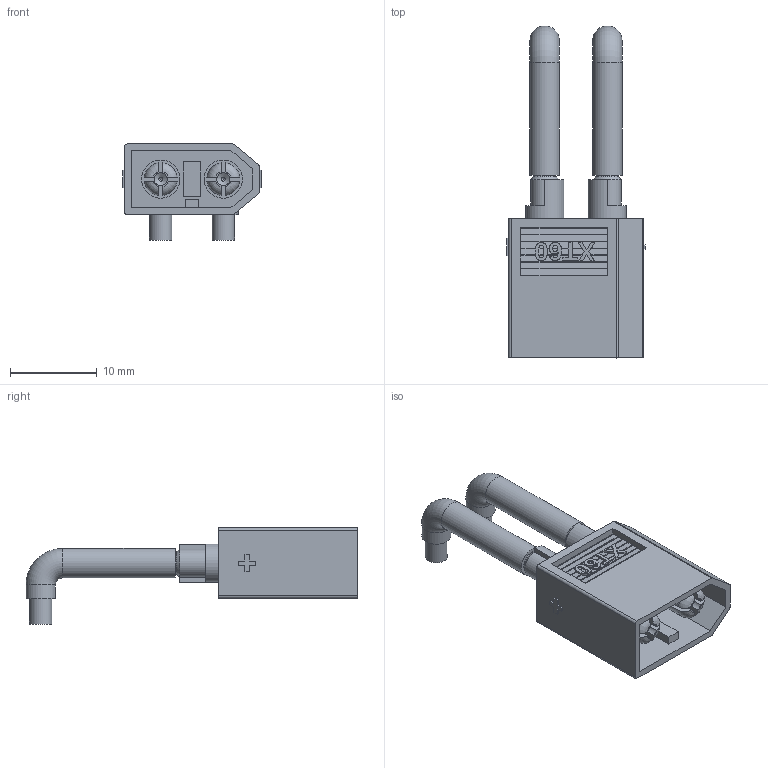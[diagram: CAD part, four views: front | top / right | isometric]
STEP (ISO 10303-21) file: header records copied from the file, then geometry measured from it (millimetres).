
FILE_DESCRIPTION(('FreeCAD Model'),'2;1');
FILE_NAME('Open CASCADE Shape Model','2023-11-20T09:13:56',(''),(''), 'Open CASCADE STEP processor 7.6','FreeCAD','Unknown');
FILE_SCHEMA(('AUTOMOTIVE_DESIGN { 1 0 10303 214 1 1 1 1 }'));
Length unit declared in the file: millimetre
Products named in the file (7): xt60-m_horizontal_align_down_pigtail; xt60-m; SocketCupPin001; VerticalMaleShellBody001; GroundPigTail; HotPigTail; SolderCupBlob
Assembly tree (8 placements, depth 3):
  xt60-m_horizontal_align_down_pigtail
    xt60-m
      SocketCupPin001  x2
      VerticalMaleShellBody001
    GroundPigTail
    HotPigTail
    SolderCupBlob  x2
Bounding box: 15.9 x 38.19 x 11.05 mm (x, y, z)
Volume: 837.4 mm3; surface area: 2957.2 mm2
Topology: 6 solids, 7 shells, 502 faces, 1390 edges, 922 vertices
Faces by surface type: plane 296, extrusion 146, cylinder 42, revolution 8, cone 8, torus 2
Full cylindrical faces by diameter (mm): 2.588 x4, 3.2 x4, 3.388 x4, 3.4 x2, 4.4 x4, 6.1 x2
Entity records: 16356 total; most frequent: CARTESIAN_POINT 4989, ORIENTED_EDGE 2564, DIRECTION 1753, EDGE_CURVE 1282, VECTOR 939, VERTEX_POINT 852, LINE 793, B_SPLINE_CURVE_WITH_KNOTS 551
